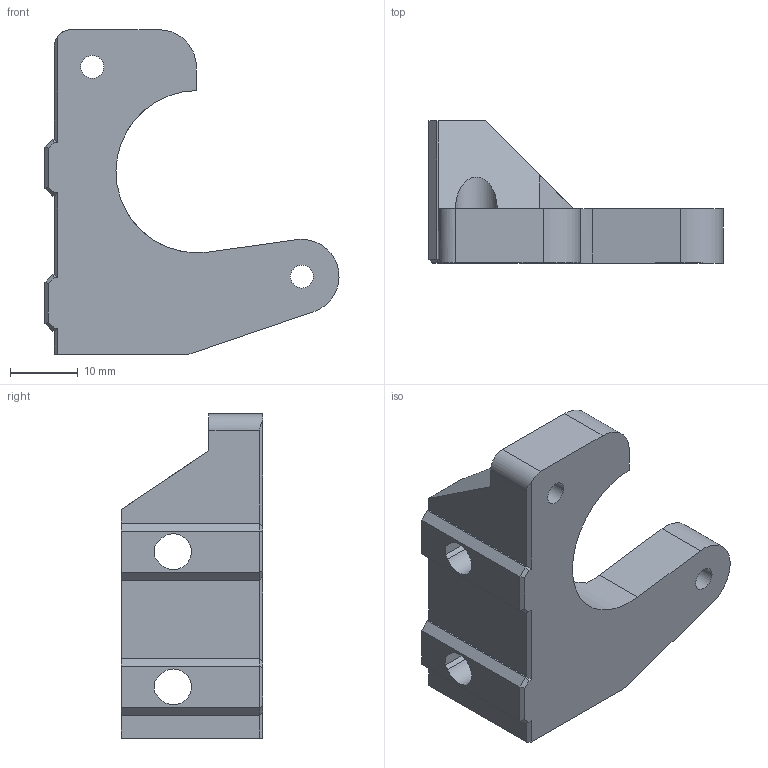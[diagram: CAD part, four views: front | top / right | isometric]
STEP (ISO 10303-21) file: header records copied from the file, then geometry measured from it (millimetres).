
FILE_DESCRIPTION(/* description */ (''),/* implementation_level */ '2;1');
FILE_NAME(/* name */ 'y_motor_mount.step',/* time_stamp */ '2018-01-28T17:44:20+01:00',/* author */ ('gregsaun'),/* organization */ (''),/* preprocessor_version */ 'ST-DEVELOPER v16.13',/* originating_system */ 'Autodesk Translation Framework v6.5.0.72',/* authorisation */ '');
FILE_SCHEMA (('AUTOMOTIVE_DESIGN { 1 0 10303 214 3 1 1 }'));
Length unit declared in the file: millimetre
Products named in the file (1): y_motor_mount
Bounding box: 43.5 x 21 x 48 mm (x, y, z)
Volume: 12795.9 mm3; surface area: 5409.3 mm2
Topology: 1 solids, 5 shells, 97 faces, 231 edges, 148 vertices
Faces by surface type: plane 81, cylinder 16
Full cylindrical faces by diameter (mm): 1.5 x3, 3.4 x2, 6.2 x2
Entity records: 2822 total; most frequent: CARTESIAN_POINT 494, DIRECTION 464, ORIENTED_EDGE 462, EDGE_CURVE 231, LINE 192, VECTOR 192, VERTEX_POINT 148, AXIS2_PLACEMENT_3D 136
